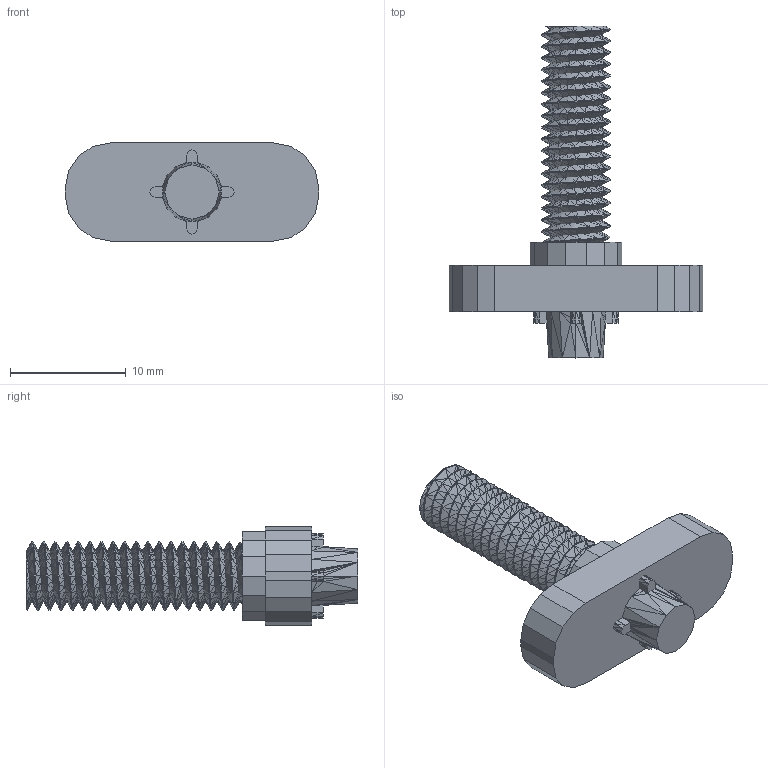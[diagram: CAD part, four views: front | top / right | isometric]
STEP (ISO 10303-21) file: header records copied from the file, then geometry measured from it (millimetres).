
FILE_DESCRIPTION(('FreeCAD Model'),'2;1');
FILE_NAME('Open CASCADE Shape Model','2022-12-01T14:09:23',('Author'),( ''),'Open CASCADE STEP processor 7.6','FreeCAD','Unknown');
FILE_SCHEMA(('AUTOMOTIVE_DESIGN { 1 0 10303 214 1 1 1 1 }'));
Products named in the file (1): DS_LT147____________6__________________________________________________
_______________________M6_T_shape_screw001001 (Solid)
Bounding box: 21.9 x 28.7 x 8.5 mm (x, y, z)
Volume: 1255.3 mm3; surface area: 1243.1 mm2
Topology: 1 solids, 1 shells, 2558 faces, 3945 edges, 1392 vertices
Faces by surface type: plane 2558
Entity records: 102184 total; most frequent: DIRECTION 16953, CARTESIAN_POINT 15786, LINE 11835, VECTOR 11835, ORIENTED_EDGE 7890, PCURVE 7890, DEFINITIONAL_REPRESENTATION 7890, EDGE_CURVE 3945
